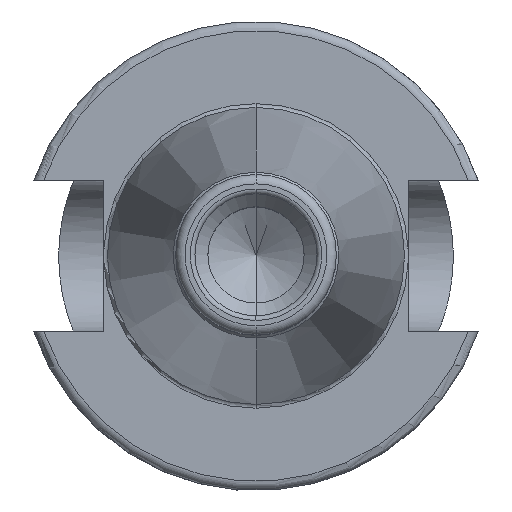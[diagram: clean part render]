
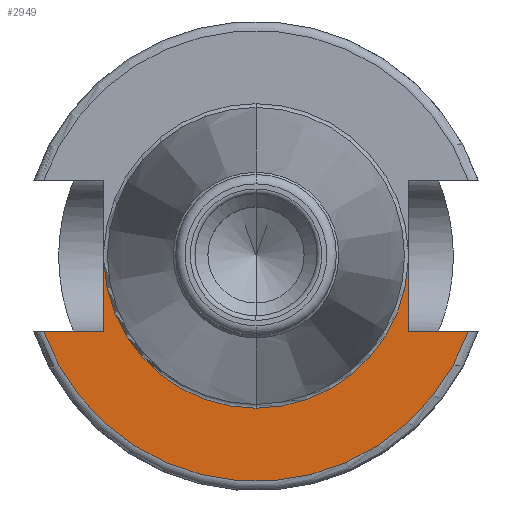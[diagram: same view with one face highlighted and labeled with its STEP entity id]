
A CAD part, top view. The second image highlights one B-rep face of the part: STEP entity #2949.
In plain terms, the highlighted planar face has unit normal (0, 0, 1).
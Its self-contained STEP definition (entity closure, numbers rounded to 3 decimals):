
#351=CARTESIAN_POINT('',(0,0,8));
#352=DIRECTION('',(0,0,-1));
#353=DIRECTION('',(0.999,-0.045,0));
#354=AXIS2_PLACEMENT_3D('',#351,#352,#353);
#1214=CARTESIAN_POINT('',(0,0,8));
#1215=DIRECTION('',(0,0,1));
#1216=DIRECTION('',(-0.942,-0.335,0));
#1217=AXIS2_PLACEMENT_3D('',#1214,#1215,#1216);
#1265=DIRECTION('',(1,0,0));
#1266=VECTOR('',#1265,6.41);
#1267=CARTESIAN_POINT('',(-22.61,-8.05,8));
#1268=LINE('',#1267,#1266);
#1269=DIRECTION('',(0,1,0));
#1270=VECTOR('',#1269,7.315);
#1271=CARTESIAN_POINT('',(-16.2,-8.05,8));
#1272=LINE('',#1271,#1270);
#1273=DIRECTION('',(0,-1,0));
#1274=VECTOR('',#1273,7.315);
#1275=CARTESIAN_POINT('',(16.2,-0.735,8));
#1276=LINE('',#1275,#1274);
#1277=DIRECTION('',(-1,0,0));
#1278=VECTOR('',#1277,6.41);
#1279=CARTESIAN_POINT('',(22.61,-8.05,8));
#1280=LINE('',#1279,#1278);
#1318=CARTESIAN_POINT('',(0,0,8));
#1319=DIRECTION('',(0,0,1));
#1320=DIRECTION('',(-0.999,-0.045,0));
#1321=AXIS2_PLACEMENT_3D('',#1318,#1319,#1320);
#1406=CARTESIAN_POINT('',(0,-16.217,8));
#1408=VERTEX_POINT('',#1406);
#1460=CARTESIAN_POINT('',(-22.61,-8.05,8));
#1461=CARTESIAN_POINT('',(-16.2,-8.05,8));
#1462=VERTEX_POINT('',#1460);
#1463=VERTEX_POINT('',#1461);
#1464=CARTESIAN_POINT('',(-16.2,-0.735,8));
#1465=VERTEX_POINT('',#1464);
#1476=CARTESIAN_POINT('',(16.2,-0.735,8));
#1477=CARTESIAN_POINT('',(16.2,-8.05,8));
#1478=VERTEX_POINT('',#1476);
#1479=VERTEX_POINT('',#1477);
#1480=CARTESIAN_POINT('',(22.61,-8.05,8));
#1481=VERTEX_POINT('',#1480);
#2934=CARTESIAN_POINT('',(0,0,8));
#2935=DIRECTION('',(0,0,-1));
#2936=DIRECTION('',(0,-1,0));
#2937=AXIS2_PLACEMENT_3D('',#2934,#2935,#2936);
#2938=PLANE('',#2937);
#2939=ORIENTED_EDGE('',*,*,#2438,.T.);
#2940=ORIENTED_EDGE('',*,*,#2421,.T.);
#2942=ORIENTED_EDGE('',*,*,#2941,.T.);
#2943=ORIENTED_EDGE('',*,*,#2133,.F.);
#2944=ORIENTED_EDGE('',*,*,#2156,.T.);
#2945=ORIENTED_EDGE('',*,*,#2509,.F.);
#2946=ORIENTED_EDGE('',*,*,#2915,.F.);
#2947=EDGE_LOOP('',(#2939,#2940,#2942,#2943,#2944,#2945,#2946));
#2948=FACE_OUTER_BOUND('',#2947,.F.);
#2949=ADVANCED_FACE('',(#2948),#2938,.F.);
#355=CIRCLE('',#354,16.217);
#1218=CIRCLE('',#1217,24);
#1322=CIRCLE('',#1321,16.217);
#2133=EDGE_CURVE('',#1478,#1408,#355,.T.);
#2156=EDGE_CURVE('',#1478,#1479,#1276,.T.);
#2421=EDGE_CURVE('',#1463,#1465,#1272,.T.);
#2438=EDGE_CURVE('',#1462,#1463,#1268,.T.);
#2509=EDGE_CURVE('',#1481,#1479,#1280,.T.);
#2915=EDGE_CURVE('',#1462,#1481,#1218,.T.);
#2941=EDGE_CURVE('',#1465,#1408,#1322,.T.);
